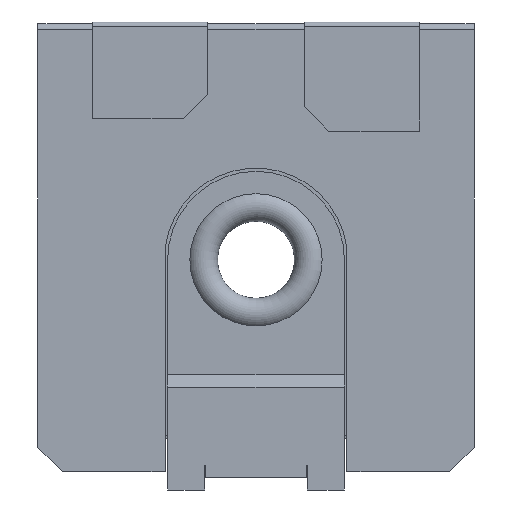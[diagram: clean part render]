
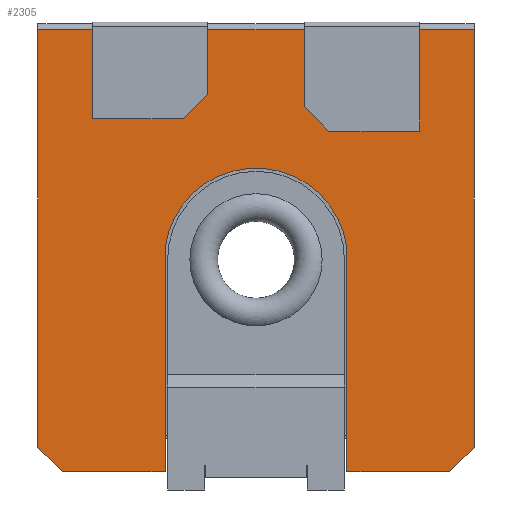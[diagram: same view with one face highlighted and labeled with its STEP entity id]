
A CAD part, front view. The second image highlights one B-rep face of the part: STEP entity #2305.
In plain terms, the highlighted planar face has unit normal (0, -1, 0).
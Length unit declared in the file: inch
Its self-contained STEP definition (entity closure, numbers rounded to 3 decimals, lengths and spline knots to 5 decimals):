
#72=FACE_OUTER_BOUND('',#187,.T.);
#187=EDGE_LOOP('',(#1493,#1494,#1495,#1496,#1497,#1498,#1499,#1500,#1501,
#1502));
#308=CIRCLE('',#2436,0.02979);
#390=LINE('',#3319,#647);
#391=LINE('',#3321,#648);
#392=LINE('',#3323,#649);
#393=LINE('',#3325,#650);
#394=LINE('',#3327,#651);
#395=LINE('',#3331,#652);
#396=LINE('',#3333,#653);
#397=LINE('',#3335,#654);
#398=LINE('',#3336,#655);
#647=VECTOR('',#2647,0.14173);
#648=VECTOR('',#2648,0.13583);
#649=VECTOR('',#2649,0.01114);
#650=VECTOR('',#2650,0.03346);
#651=VECTOR('',#2651,0.07283);
#652=VECTOR('',#2654,0.07283);
#653=VECTOR('',#2655,0.03346);
#654=VECTOR('',#2656,0.01114);
#655=VECTOR('',#2657,0.13583);
#904=VERTEX_POINT('',#3317);
#905=VERTEX_POINT('',#3318);
#906=VERTEX_POINT('',#3320);
#907=VERTEX_POINT('',#3322);
#908=VERTEX_POINT('',#3324);
#909=VERTEX_POINT('',#3326);
#910=VERTEX_POINT('',#3328);
#911=VERTEX_POINT('',#3330);
#912=VERTEX_POINT('',#3332);
#913=VERTEX_POINT('',#3334);
#1138=EDGE_CURVE('',#904,#905,#390,.T.);
#1139=EDGE_CURVE('',#906,#905,#391,.T.);
#1140=EDGE_CURVE('',#906,#907,#392,.T.);
#1141=EDGE_CURVE('',#908,#907,#393,.T.);
#1142=EDGE_CURVE('',#908,#909,#394,.T.);
#1143=EDGE_CURVE('',#910,#909,#308,.T.);
#1144=EDGE_CURVE('',#911,#910,#395,.T.);
#1145=EDGE_CURVE('',#912,#911,#396,.T.);
#1146=EDGE_CURVE('',#912,#913,#397,.T.);
#1147=EDGE_CURVE('',#904,#913,#398,.T.);
#1493=ORIENTED_EDGE('',*,*,#1138,.T.);
#1494=ORIENTED_EDGE('',*,*,#1139,.F.);
#1495=ORIENTED_EDGE('',*,*,#1140,.T.);
#1496=ORIENTED_EDGE('',*,*,#1141,.F.);
#1497=ORIENTED_EDGE('',*,*,#1142,.T.);
#1498=ORIENTED_EDGE('',*,*,#1143,.F.);
#1499=ORIENTED_EDGE('',*,*,#1144,.F.);
#1500=ORIENTED_EDGE('',*,*,#1145,.F.);
#1501=ORIENTED_EDGE('',*,*,#1146,.T.);
#1502=ORIENTED_EDGE('',*,*,#1147,.F.);
#2203=PLANE('',#2435);
#2305=ADVANCED_FACE('',(#72),#2203,.F.);
#2435=AXIS2_PLACEMENT_3D('',#3316,#2645,#2646);
#2436=AXIS2_PLACEMENT_3D('',#3329,#2652,#2653);
#2645=DIRECTION('center_axis',(0.,1.,0.));
#2646=DIRECTION('ref_axis',(0.,0.,1.));
#2647=DIRECTION('',(-1.,0.,0.));
#2648=DIRECTION('',(0.,0.,1.));
#2649=DIRECTION('',(0.707,0.,-0.707));
#2650=DIRECTION('',(-1.,0.,0.));
#2651=DIRECTION('',(0.,0.,1.));
#2652=DIRECTION('center_axis',(0.,-1.,0.));
#2653=DIRECTION('ref_axis',(0.991,0.,0.132));
#2654=DIRECTION('',(0.,0.,1.));
#2655=DIRECTION('',(-1.,0.,0.));
#2656=DIRECTION('',(0.707,0.,0.707));
#2657=DIRECTION('',(0.,0.,-1.));
#3316=CARTESIAN_POINT('Origin',(0.,0.,0.07374));
#3317=CARTESIAN_POINT('',(0.07087,0.,0.07087));
#3318=CARTESIAN_POINT('',(-0.07087,0.,0.07087));
#3319=CARTESIAN_POINT('',(0.07087,0.,0.07087));
#3320=CARTESIAN_POINT('',(-0.07087,0.,-0.06496));
#3321=CARTESIAN_POINT('',(-0.07087,0.,-0.06496));
#3322=CARTESIAN_POINT('',(-0.06299,0.,-0.07283));
#3323=CARTESIAN_POINT('',(-0.07087,0.,-0.06496));
#3324=CARTESIAN_POINT('',(-0.02953,0.,-0.07283));
#3325=CARTESIAN_POINT('',(-0.02953,0.,-0.07283));
#3326=CARTESIAN_POINT('',(-0.02953,0.,0.));
#3327=CARTESIAN_POINT('',(-0.02953,0.,-0.07283));
#3328=CARTESIAN_POINT('',(0.02953,0.,0.));
#3329=CARTESIAN_POINT('Origin',(0.,0.,-0.00394));
#3330=CARTESIAN_POINT('',(0.02953,0.,-0.07283));
#3331=CARTESIAN_POINT('',(0.02953,0.,-0.07283));
#3332=CARTESIAN_POINT('',(0.06299,0.,-0.07283));
#3333=CARTESIAN_POINT('',(0.06299,0.,-0.07283));
#3334=CARTESIAN_POINT('',(0.07087,0.,-0.06496));
#3335=CARTESIAN_POINT('',(0.06299,0.,-0.07283));
#3336=CARTESIAN_POINT('',(0.07087,0.,0.07087));
